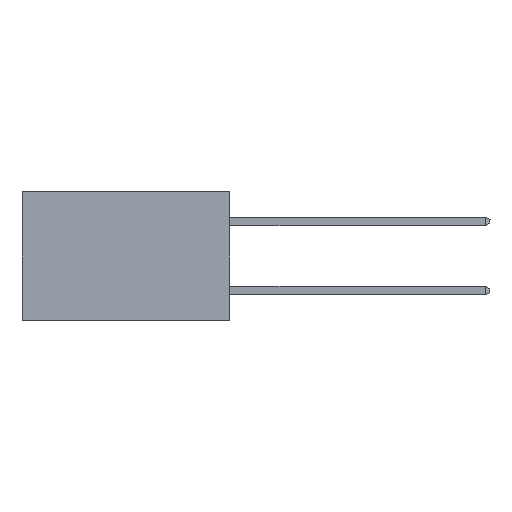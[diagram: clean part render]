
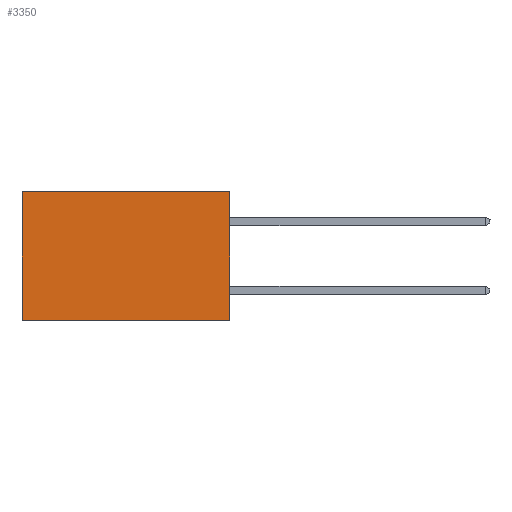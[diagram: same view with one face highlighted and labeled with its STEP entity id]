
A CAD part, left-side view. The second image highlights one B-rep face of the part: STEP entity #3350.
In plain terms, the highlighted planar face has unit normal (-1, 0, 0).
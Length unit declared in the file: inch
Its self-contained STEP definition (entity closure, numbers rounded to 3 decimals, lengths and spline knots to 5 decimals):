
#338 = DIRECTION ( 'NONE',  ( 0., 0., -1. ) ) ;
#970 = ORIENTED_EDGE ( 'NONE', *, *, #10869, .F. ) ;
#1209 = EDGE_LOOP ( 'NONE', ( #4143, #970, #1586, #14325 ) ) ;
#1537 = CARTESIAN_POINT ( 'NONE',  ( 0.2615, 0., 0. ) ) ;
#1560 = PLANE ( 'NONE',  #11617 ) ;
#1586 = ORIENTED_EDGE ( 'NONE', *, *, #6732, .F. ) ;
#1610 = VECTOR ( 'NONE', #2261, 39.37008 ) ;
#1618 = LINE ( 'NONE', #1537, #6646 ) ;
#2010 = LINE ( 'NONE', #4725, #10896 ) ;
#2014 = CARTESIAN_POINT ( 'NONE',  ( 0.2615, 0., 0. ) ) ;
#2203 = LINE ( 'NONE', #6531, #1610 ) ;
#2261 = DIRECTION ( 'NONE',  ( 0., 1., 0. ) ) ;
#2262 = CARTESIAN_POINT ( 'NONE',  ( 0.2615, 0., -0.37 ) ) ;
#2386 = CARTESIAN_POINT ( 'NONE',  ( 0.2615, 0.6, -0.37 ) ) ;
#3350 = ADVANCED_FACE ( 'NONE', ( #8145 ), #1560, .F. ) ;
#3599 = DIRECTION ( 'NONE',  ( 0., 0., -1. ) ) ;
#4143 = ORIENTED_EDGE ( 'NONE', *, *, #6750, .T. ) ;
#4364 = VERTEX_POINT ( 'NONE', #5686 ) ;
#4581 = LINE ( 'NONE', #2262, #11131 ) ;
#4687 = DIRECTION ( 'NONE',  ( 1., 0., 0. ) ) ;
#4725 = CARTESIAN_POINT ( 'NONE',  ( 0.2615, 0.6, -0.37 ) ) ;
#5686 = CARTESIAN_POINT ( 'NONE',  ( 0.2615, 0.6, 0. ) ) ;
#5846 = DIRECTION ( 'NONE',  ( 0., 0., -1. ) ) ;
#6204 = CARTESIAN_POINT ( 'NONE',  ( 0.2615, 0., -0.37 ) ) ;
#6531 = CARTESIAN_POINT ( 'NONE',  ( 0.2615, 0., -0.37 ) ) ;
#6646 = VECTOR ( 'NONE', #10675, 39.37008 ) ;
#6732 = EDGE_CURVE ( 'NONE', #7960, #7804, #4581, .T. ) ;
#6750 = EDGE_CURVE ( 'NONE', #4364, #7639, #2010, .T. ) ;
#7077 = CARTESIAN_POINT ( 'NONE',  ( 0.2615, 0., -0.37 ) ) ;
#7639 = VERTEX_POINT ( 'NONE', #2386 ) ;
#7804 = VERTEX_POINT ( 'NONE', #6204 ) ;
#7960 = VERTEX_POINT ( 'NONE', #2014 ) ;
#8145 = FACE_OUTER_BOUND ( 'NONE', #1209, .T. ) ;
#10675 = DIRECTION ( 'NONE',  ( 0., 1., 0. ) ) ;
#10869 = EDGE_CURVE ( 'NONE', #7804, #7639, #2203, .T. ) ;
#10896 = VECTOR ( 'NONE', #5846, 39.37008 ) ;
#11131 = VECTOR ( 'NONE', #3599, 39.37008 ) ;
#11617 = AXIS2_PLACEMENT_3D ( 'NONE', #7077, #4687, #338 ) ;
#11957 = EDGE_CURVE ( 'NONE', #7960, #4364, #1618, .T. ) ;
#14325 = ORIENTED_EDGE ( 'NONE', *, *, #11957, .T. ) ;
